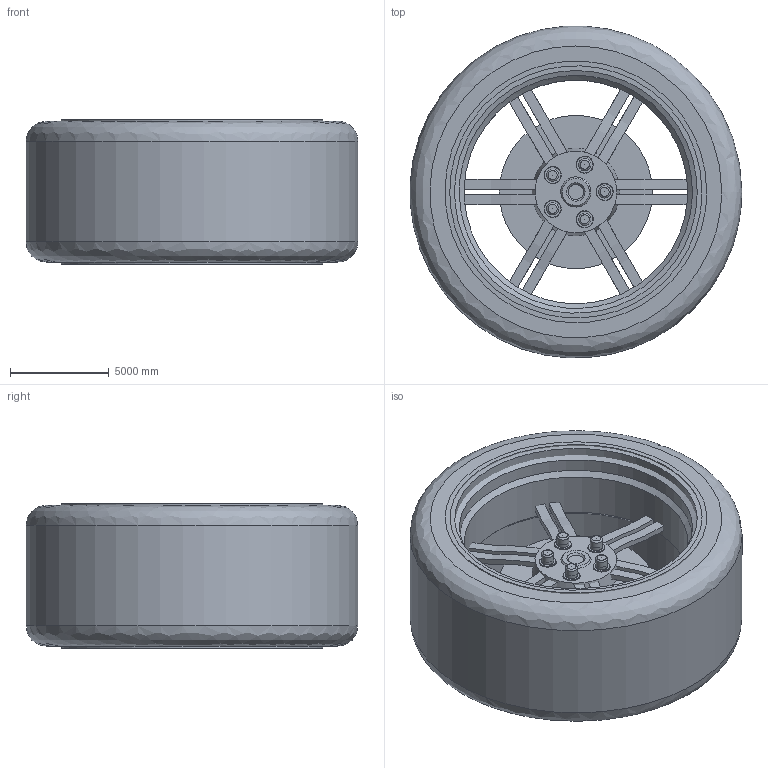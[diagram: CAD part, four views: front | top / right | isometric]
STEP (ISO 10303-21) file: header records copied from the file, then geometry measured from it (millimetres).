
FILE_DESCRIPTION((('zoo.dev export')), '2;1');
FILE_NAME('dump.step', '1970-01-01T00:00:00.0+00:00', ('Author unknown'), ('Organization unknown'), 'zoo.dev beta', 'zoo.dev', 'Authorization unknown');
FILE_SCHEMA(('AP203_CONFIGURATION_CONTROLLED_3D_DESIGN_OF_MECHANICAL_PARTS_AND_ASSEMBLIES_MIM_LF'));
Length unit declared in the file: metre
Products named in the file (42): UNIDENTIFIED_PRODUCT
Bounding box: 16760.81 x 16747.45 x 7287.26 mm (x, y, z)
Volume: 824768669287.5 mm3; surface area: 1835103157 mm2
Topology: 42 solids, 42 shells, 241 faces, 444 edges, 270 vertices
Faces by surface type: bspline 125, plane 116
Entity records: 8330 total; most frequent: CARTESIAN_POINT 4453, ORIENTED_EDGE 888, EDGE_CURVE 444, DIRECTION 331, EDGE_LOOP 294, VERTEX_POINT 270, FACE_OUTER_BOUND 241, ADVANCED_FACE 241
